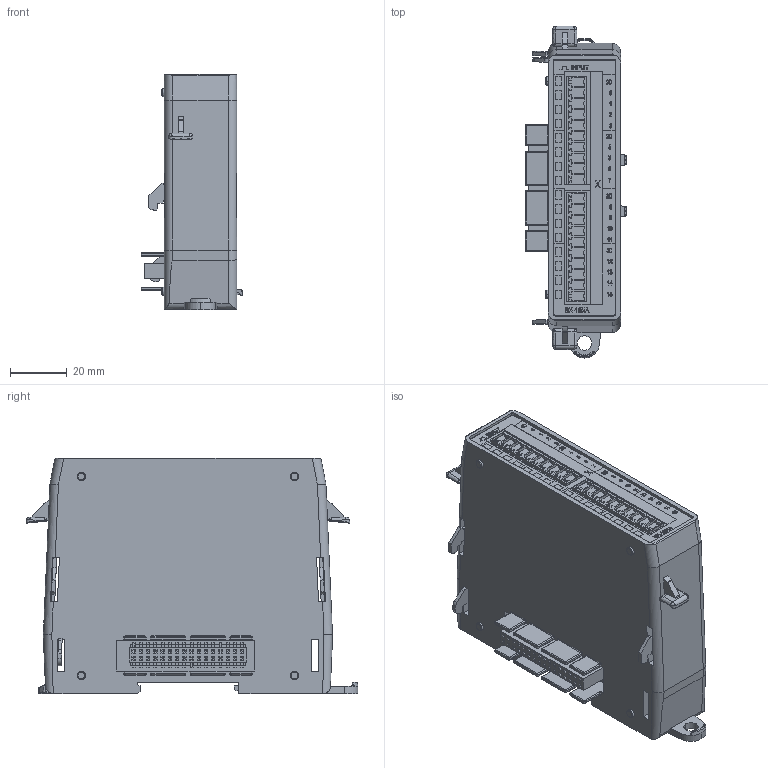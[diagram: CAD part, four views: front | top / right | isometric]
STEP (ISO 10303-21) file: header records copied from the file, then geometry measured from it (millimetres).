
FILE_DESCRIPTION (( 'STEP AP214' ), '1' );
FILE_NAME ('BX-16NA.STEP', '2020-03-25T14:10:58', ( '' ), ( '' ), 'SwSTEP 2.0', 'SolidWorks 2017', '' );
FILE_SCHEMA (( 'AUTOMOTIVE_DESIGN' ));
Length unit declared in the file: inch
Products named in the file (1): BX-16NA
Bounding box: 35.62 x 116.5 x 82.55 mm (x, y, z)
Volume: 189729.7 mm3; surface area: 46783.3 mm2
Topology: 12 solids, 21 shells, 4150 faces, 10918 edges, 6969 vertices
Faces by surface type: plane 2931, cylinder 663, bspline 426, torus 71, cone 35, sphere 24
Entity records: 203890 total; most frequent: CARTESIAN_POINT 51093, ORIENTED_EDGE 21808, DIRECTION 17823, EDGE_CURVE 10904, LINE 8515, VECTOR 8515, VERTEX_POINT 6967, AXIS2_PLACEMENT_3D 4654
